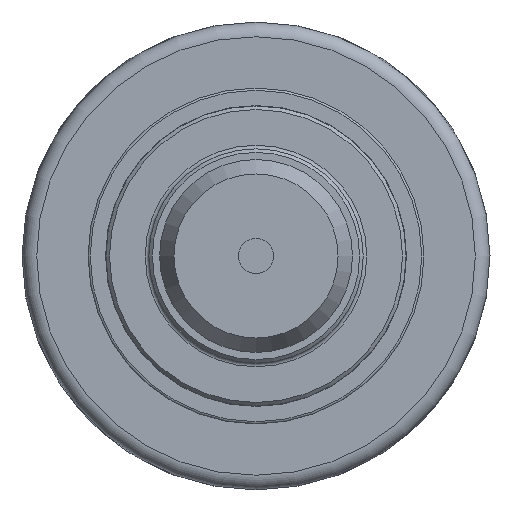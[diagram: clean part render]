
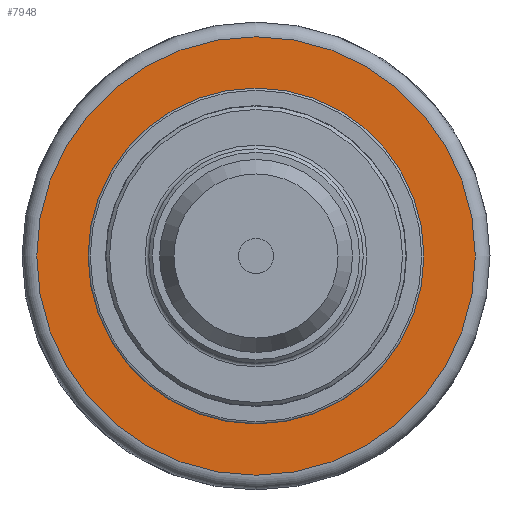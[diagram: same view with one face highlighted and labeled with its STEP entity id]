
A CAD part, left-side view. The second image highlights one B-rep face of the part: STEP entity #7948.
In plain terms, the highlighted planar face has unit normal (-1, 0, 0).
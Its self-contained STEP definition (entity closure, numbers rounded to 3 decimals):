
#44=FACE_BOUND('',#1214,.T.);
#278=PLANE('',#9235);
#753=FACE_OUTER_BOUND('',#1213,.T.);
#1213=EDGE_LOOP('',(#7018,#7019));
#1214=EDGE_LOOP('',(#7020,#7021));
#2095=CIRCLE('',#9233,30.686);
#2096=CIRCLE('',#9234,30.686);
#2097=CIRCLE('',#9236,23.5);
#2098=CIRCLE('',#9237,23.5);
#3521=VERTEX_POINT('',#14808);
#3522=VERTEX_POINT('',#14810);
#3523=VERTEX_POINT('',#14814);
#3524=VERTEX_POINT('',#14815);
#4731=EDGE_CURVE('',#3521,#3522,#2095,.T.);
#4732=EDGE_CURVE('',#3522,#3521,#2096,.T.);
#4733=EDGE_CURVE('',#3523,#3524,#2097,.T.);
#4734=EDGE_CURVE('',#3524,#3523,#2098,.T.);
#7018=ORIENTED_EDGE('',*,*,#4732,.F.);
#7019=ORIENTED_EDGE('',*,*,#4731,.F.);
#7020=ORIENTED_EDGE('',*,*,#4733,.T.);
#7021=ORIENTED_EDGE('',*,*,#4734,.T.);
#7948=ADVANCED_FACE('',(#753,#44),#278,.T.);
#9233=AXIS2_PLACEMENT_3D('',#14811,#12073,#12074);
#9234=AXIS2_PLACEMENT_3D('',#14812,#12075,#12076);
#9235=AXIS2_PLACEMENT_3D('',#14813,#12077,#12078);
#9236=AXIS2_PLACEMENT_3D('',#14816,#12079,#12080);
#9237=AXIS2_PLACEMENT_3D('',#14817,#12081,#12082);
#12073=DIRECTION('center_axis',(1.,0.,0.));
#12074=DIRECTION('ref_axis',(0.,0.,1.));
#12075=DIRECTION('center_axis',(1.,0.,0.));
#12076=DIRECTION('ref_axis',(0.,0.,1.));
#12077=DIRECTION('center_axis',(-1.,0.,0.));
#12078=DIRECTION('ref_axis',(0.,1.,0.));
#12079=DIRECTION('center_axis',(1.,0.,0.));
#12080=DIRECTION('ref_axis',(0.,0.,-1.));
#12081=DIRECTION('center_axis',(1.,0.,0.));
#12082=DIRECTION('ref_axis',(0.,0.,-1.));
#14808=CARTESIAN_POINT('',(14.85,30.686,0.));
#14810=CARTESIAN_POINT('',(14.85,0.,-30.686));
#14811=CARTESIAN_POINT('Origin',(14.85,0.,0.));
#14812=CARTESIAN_POINT('Origin',(14.85,0.,0.));
#14813=CARTESIAN_POINT('Origin',(14.85,0.,-28.075));
#14814=CARTESIAN_POINT('',(14.85,0.,-23.5));
#14815=CARTESIAN_POINT('',(14.85,0.,23.5));
#14816=CARTESIAN_POINT('Origin',(14.85,0.,0.));
#14817=CARTESIAN_POINT('Origin',(14.85,0.,0.));
